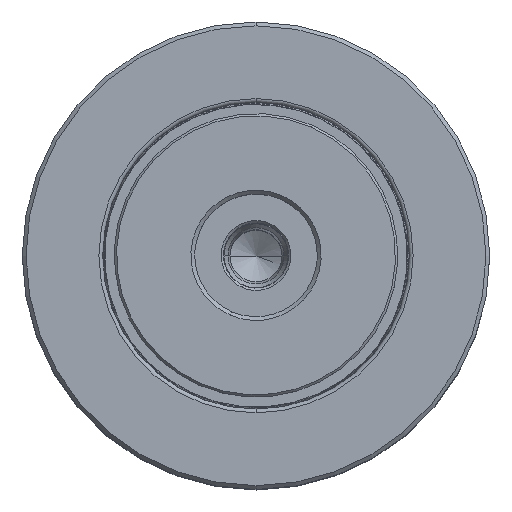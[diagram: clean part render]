
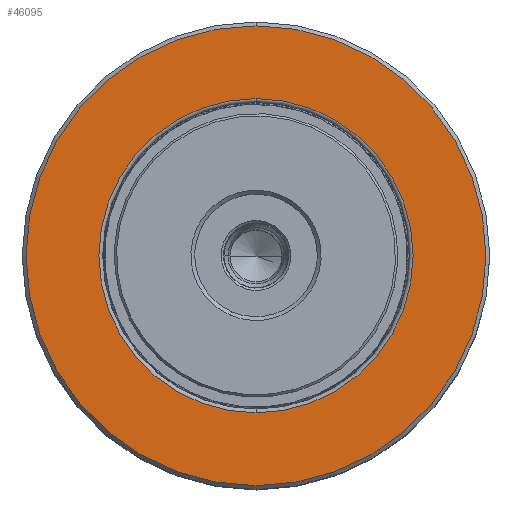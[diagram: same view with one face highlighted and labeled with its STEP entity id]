
A CAD part, top view. The second image highlights one B-rep face of the part: STEP entity #46095.
In plain terms, the highlighted face is planar.
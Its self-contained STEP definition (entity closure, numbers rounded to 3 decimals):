
#621 = CARTESIAN_POINT ( 'NONE',  ( 0., 33.687, -20.5 ) ) ;
#1959 = CARTESIAN_POINT ( 'NONE',  ( 0., 33.687, 0. ) ) ;
#2789 = CARTESIAN_POINT ( 'NONE',  ( 0., 33.687, 0. ) ) ;
#13301 = AXIS2_PLACEMENT_3D ( 'NONE', #2789, #22142, #60218 ) ;
#18162 = ORIENTED_EDGE ( 'NONE', *, *, #49945, .F. ) ;
#21724 = PLANE ( 'NONE',  #60362 ) ;
#22142 = DIRECTION ( 'NONE',  ( 0., -1., 0. ) ) ;
#22269 = DIRECTION ( 'NONE',  ( 0., 0., -1. ) ) ;
#23151 = CARTESIAN_POINT ( 'NONE',  ( 30., 33.687, 0. ) ) ;
#23789 = ORIENTED_EDGE ( 'NONE', *, *, #61262, .F. ) ;
#28722 = VERTEX_POINT ( 'NONE', #31677 ) ;
#29306 = AXIS2_PLACEMENT_3D ( 'NONE', #41436, #50791, #22269 ) ;
#30258 = DIRECTION ( 'NONE',  ( 0., -1., 0. ) ) ;
#30498 = AXIS2_PLACEMENT_3D ( 'NONE', #53616, #39093, #43653 ) ;
#31677 = CARTESIAN_POINT ( 'NONE',  ( 0., 33.687, -30. ) ) ;
#32771 = CIRCLE ( 'NONE', #52782, 20.5 ) ;
#33550 = FACE_BOUND ( 'NONE', #46093, .T. ) ;
#37740 = DIRECTION ( 'NONE',  ( 0., 0., 1. ) ) ;
#37889 = ORIENTED_EDGE ( 'NONE', *, *, #61013, .T. ) ;
#39093 = DIRECTION ( 'NONE',  ( 0., -1., 0. ) ) ;
#39396 = CIRCLE ( 'NONE', #13301, 30. ) ;
#40209 = VERTEX_POINT ( 'NONE', #53858 ) ;
#41436 = CARTESIAN_POINT ( 'NONE',  ( 0., 33.687, 0. ) ) ;
#42690 = CIRCLE ( 'NONE', #30498, 30. ) ;
#43653 = DIRECTION ( 'NONE',  ( 0., 0., -1. ) ) ;
#46093 = EDGE_LOOP ( 'NONE', ( #37889, #57571 ) ) ;
#46095 = ADVANCED_FACE ( 'NONE', ( #33550, #56595 ), #21724, .T. ) ;
#46258 = VERTEX_POINT ( 'NONE', #621 ) ;
#46653 = EDGE_CURVE ( 'NONE', #40209, #46258, #32771, .T. ) ;
#47502 = CARTESIAN_POINT ( 'NONE',  ( 0., 33.687, 30. ) ) ;
#49235 = EDGE_LOOP ( 'NONE', ( #18162, #23789 ) ) ;
#49628 = DIRECTION ( 'NONE',  ( 0., 0., -1. ) ) ;
#49945 = EDGE_CURVE ( 'NONE', #28722, #50100, #39396, .T. ) ;
#50100 = VERTEX_POINT ( 'NONE', #47502 ) ;
#50791 = DIRECTION ( 'NONE',  ( 0., -1., 0. ) ) ;
#52331 = CIRCLE ( 'NONE', #29306, 20.5 ) ;
#52782 = AXIS2_PLACEMENT_3D ( 'NONE', #1959, #30258, #49628 ) ;
#53616 = CARTESIAN_POINT ( 'NONE',  ( 0., 33.687, 0. ) ) ;
#53858 = CARTESIAN_POINT ( 'NONE',  ( 0., 33.687, 20.5 ) ) ;
#56595 = FACE_OUTER_BOUND ( 'NONE', #49235, .T. ) ;
#57571 = ORIENTED_EDGE ( 'NONE', *, *, #46653, .T. ) ;
#60218 = DIRECTION ( 'NONE',  ( 0., 0., -1. ) ) ;
#60362 = AXIS2_PLACEMENT_3D ( 'NONE', #23151, #60839, #37740 ) ;
#60839 = DIRECTION ( 'NONE',  ( 0., 1., 0. ) ) ;
#61013 = EDGE_CURVE ( 'NONE', #46258, #40209, #52331, .T. ) ;
#61262 = EDGE_CURVE ( 'NONE', #50100, #28722, #42690, .T. ) ;
